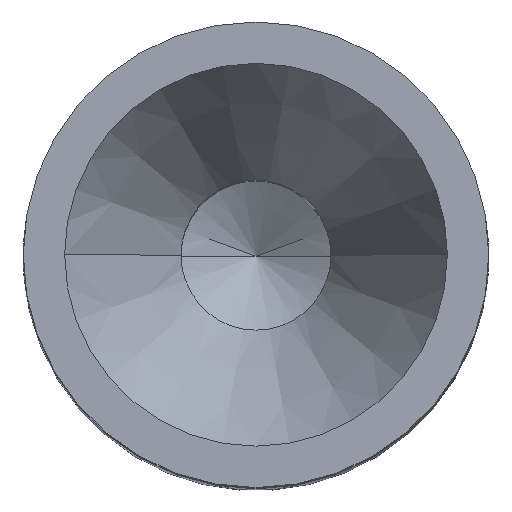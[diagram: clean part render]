
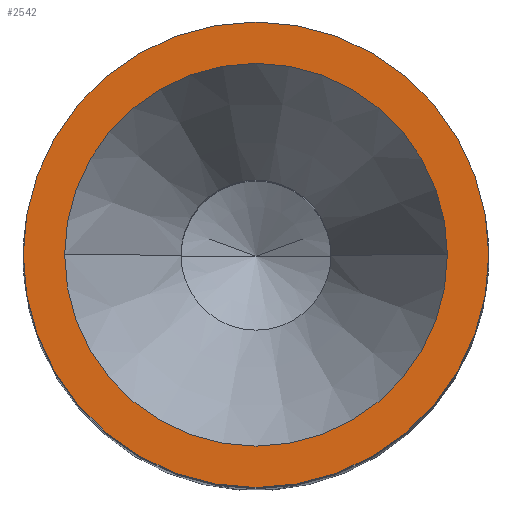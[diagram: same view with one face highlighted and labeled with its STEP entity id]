
A CAD part, top view. The second image highlights one B-rep face of the part: STEP entity #2542.
In plain terms, the highlighted planar face has unit normal (0, 0, 1).
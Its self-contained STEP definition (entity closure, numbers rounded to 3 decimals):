
#1=CARTESIAN_POINT('',(0.,0.,10.344));
#2=DIRECTION('',(0.,0.,1.));
#3=DIRECTION('',(1.,0.,0.));
#4=AXIS2_PLACEMENT_3D('',#1,#2,#3);
#14=CARTESIAN_POINT('',(0.,0.,10.344));
#15=DIRECTION('',(0.,0.,-1.));
#16=DIRECTION('',(1.,0.,0.));
#17=AXIS2_PLACEMENT_3D('',#14,#15,#16);
#1067=CARTESIAN_POINT('',(0.,0.,10.344));
#1068=DIRECTION('',(0.,0.,1.));
#1069=DIRECTION('',(1.,0.,0.));
#1070=AXIS2_PLACEMENT_3D('',#1067,#1068,#1069);
#1072=CARTESIAN_POINT('',(0.,0.,10.344));
#1073=DIRECTION('',(0.,0.,-1.));
#1074=DIRECTION('',(1.,0.,0.));
#1075=AXIS2_PLACEMENT_3D('',#1072,#1073,#1074);
#1085=CARTESIAN_POINT('',(2.25,0.,10.344));
#1087=VERTEX_POINT('',#1085);
#1093=CARTESIAN_POINT('',(-2.25,0.,10.344));
#1095=VERTEX_POINT('',#1093);
#1099=CARTESIAN_POINT('',(1.85,0.,10.344));
#1100=CARTESIAN_POINT('',(-1.85,0.,10.344));
#1101=VERTEX_POINT('',#1099);
#1102=VERTEX_POINT('',#1100);
#2529=CARTESIAN_POINT('',(0.,0.,10.344));
#2530=DIRECTION('',(0.,0.,1.));
#2531=DIRECTION('',(-1.,0.,0.));
#2532=AXIS2_PLACEMENT_3D('',#2529,#2530,#2531);
#2533=PLANE('',#2532);
#2534=ORIENTED_EDGE('',*,*,#1294,.T.);
#2535=ORIENTED_EDGE('',*,*,#1276,.F.);
#2536=EDGE_LOOP('',(#2534,#2535));
#2537=FACE_OUTER_BOUND('',#2536,.F.);
#2538=ORIENTED_EDGE('',*,*,#2523,.T.);
#2539=ORIENTED_EDGE('',*,*,#2509,.F.);
#2540=EDGE_LOOP('',(#2538,#2539));
#2541=FACE_BOUND('',#2540,.F.);
#2542=ADVANCED_FACE('',(#2537,#2541),#2533,.T.);
#5=CIRCLE('',#4,2.25);
#18=CIRCLE('',#17,2.25);
#1071=CIRCLE('',#1070,1.85);
#1076=CIRCLE('',#1075,1.85);
#1276=EDGE_CURVE('',#1087,#1095,#5,.T.);
#1294=EDGE_CURVE('',#1087,#1095,#18,.T.);
#2509=EDGE_CURVE('',#1101,#1102,#1076,.T.);
#2523=EDGE_CURVE('',#1101,#1102,#1071,.T.);
